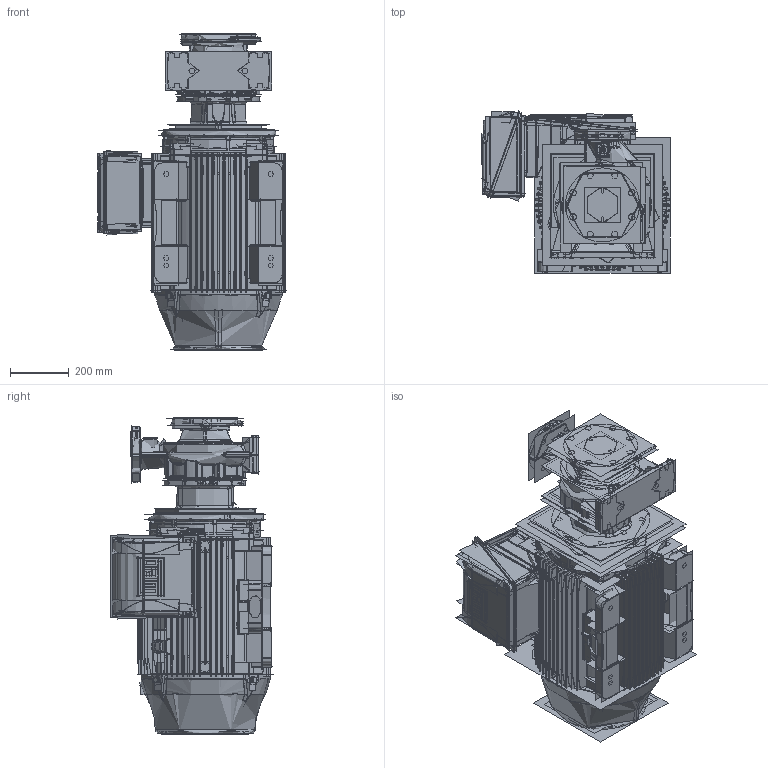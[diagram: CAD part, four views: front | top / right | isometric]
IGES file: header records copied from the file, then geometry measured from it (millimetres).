
Start section:  PTC IGES file: montagem_87230967-00_asm.igs
Global section: file name: montagem_87230967-00_asm.igs; native system: Creo Parametric by PTC Inc.; preprocessor: 2021063; author: kopme01; organization: Unknown; date: 20210903.112003; units: millimetre
Bounding box: 641.78 x 551.66 x 1077.41 mm (x, y, z)
Volume: 129936469.9 mm3; surface area: 32118895 mm2
Topology: 3 solids, 30 shells, 11716 faces, 58747 edges, 72525 vertices
Faces by surface type: bspline 8408, revolution 3300, extrusion 8
